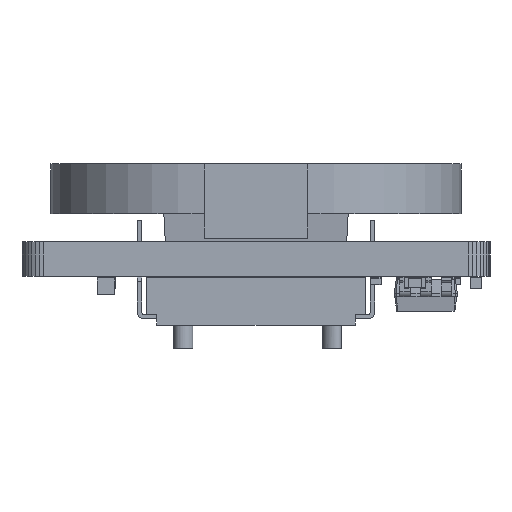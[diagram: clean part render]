
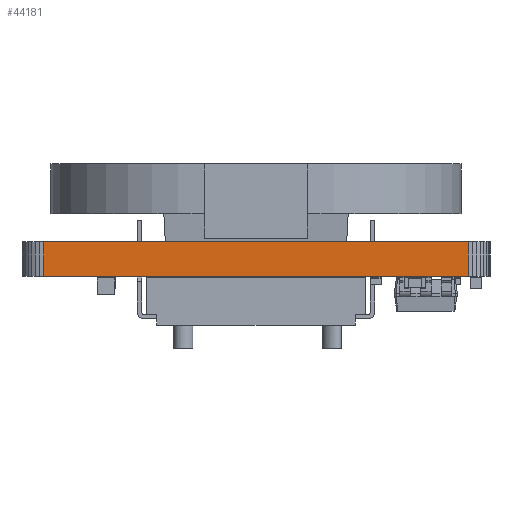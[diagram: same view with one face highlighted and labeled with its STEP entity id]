
A CAD part, front view. The second image highlights one B-rep face of the part: STEP entity #44181.
In plain terms, the highlighted planar face has unit normal (0, -1, 0).
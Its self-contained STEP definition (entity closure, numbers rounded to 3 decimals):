
#38324 = PLANE('',#38325);
#38325 = AXIS2_PLACEMENT_3D('',#38326,#38327,#38328);
#38326 = CARTESIAN_POINT('',(0.,0.,
    1.58));
#38327 = DIRECTION('',(-0.,-0.,-1.));
#38328 = DIRECTION('',(-1.,0.,0.));
#38378 = PLANE('',#38379);
#38379 = AXIS2_PLACEMENT_3D('',#38380,#38381,#38382);
#38380 = CARTESIAN_POINT('',(0.,0.,0.)
  );
#38381 = DIRECTION('',(-0.,-0.,-1.));
#38382 = DIRECTION('',(-1.,0.,0.));
#38935 = VERTEX_POINT('',#38936);
#38936 = CARTESIAN_POINT('',(9.75,-14.,0.));
#38950 = PLANE('',#38951);
#38951 = AXIS2_PLACEMENT_3D('',#38952,#38953,#38954);
#38952 = CARTESIAN_POINT('',(9.945,-13.981,0.));
#38953 = DIRECTION('',(0.098,-0.995,0.));
#38954 = DIRECTION('',(-0.995,-0.098,0.));
#38962 = EDGE_CURVE('',#38935,#38963,#38965,.T.);
#38963 = VERTEX_POINT('',#38964);
#38964 = CARTESIAN_POINT('',(-9.75,-14.,0.));
#38965 = SURFACE_CURVE('',#38966,(#38970,#38977),.PCURVE_S1.);
#38966 = LINE('',#38967,#38968);
#38967 = CARTESIAN_POINT('',(9.75,-14.,0.));
#38968 = VECTOR('',#38969,1.);
#38969 = DIRECTION('',(-1.,0.,0.));
#38970 = PCURVE('',#38378,#38971);
#38971 = DEFINITIONAL_REPRESENTATION('',(#38972),#38976);
#38972 = LINE('',#38973,#38974);
#38973 = CARTESIAN_POINT('',(-9.75,-14.));
#38974 = VECTOR('',#38975,1.);
#38975 = DIRECTION('',(1.,0.));
#38976 = ( GEOMETRIC_REPRESENTATION_CONTEXT(2) 
PARAMETRIC_REPRESENTATION_CONTEXT() REPRESENTATION_CONTEXT('2D SPACE',''
  ) );
#38977 = PCURVE('',#38978,#38983);
#38978 = PLANE('',#38979);
#38979 = AXIS2_PLACEMENT_3D('',#38980,#38981,#38982);
#38980 = CARTESIAN_POINT('',(9.75,-14.,0.));
#38981 = DIRECTION('',(0.,-1.,0.));
#38982 = DIRECTION('',(-1.,0.,0.));
#38983 = DEFINITIONAL_REPRESENTATION('',(#38984),#38988);
#38984 = LINE('',#38985,#38986);
#38985 = CARTESIAN_POINT('',(0.,0.));
#38986 = VECTOR('',#38987,1.);
#38987 = DIRECTION('',(1.,0.));
#38988 = ( GEOMETRIC_REPRESENTATION_CONTEXT(2) 
PARAMETRIC_REPRESENTATION_CONTEXT() REPRESENTATION_CONTEXT('2D SPACE',''
  ) );
#39006 = PLANE('',#39007);
#39007 = AXIS2_PLACEMENT_3D('',#39008,#39009,#39010);
#39008 = CARTESIAN_POINT('',(-9.75,-14.,0.));
#39009 = DIRECTION('',(-0.098,-0.995,0.));
#39010 = DIRECTION('',(-0.995,0.098,0.));
#41484 = VERTEX_POINT('',#41485);
#41485 = CARTESIAN_POINT('',(9.75,-14.,1.58));
#41506 = EDGE_CURVE('',#41484,#41507,#41509,.T.);
#41507 = VERTEX_POINT('',#41508);
#41508 = CARTESIAN_POINT('',(-9.75,-14.,1.58));
#41509 = SURFACE_CURVE('',#41510,(#41514,#41521),.PCURVE_S1.);
#41510 = LINE('',#41511,#41512);
#41511 = CARTESIAN_POINT('',(9.75,-14.,1.58));
#41512 = VECTOR('',#41513,1.);
#41513 = DIRECTION('',(-1.,0.,0.));
#41514 = PCURVE('',#38324,#41515);
#41515 = DEFINITIONAL_REPRESENTATION('',(#41516),#41520);
#41516 = LINE('',#41517,#41518);
#41517 = CARTESIAN_POINT('',(-9.75,-14.));
#41518 = VECTOR('',#41519,1.);
#41519 = DIRECTION('',(1.,0.));
#41520 = ( GEOMETRIC_REPRESENTATION_CONTEXT(2) 
PARAMETRIC_REPRESENTATION_CONTEXT() REPRESENTATION_CONTEXT('2D SPACE',''
  ) );
#41521 = PCURVE('',#38978,#41522);
#41522 = DEFINITIONAL_REPRESENTATION('',(#41523),#41527);
#41523 = LINE('',#41524,#41525);
#41524 = CARTESIAN_POINT('',(0.,-1.58));
#41525 = VECTOR('',#41526,1.);
#41526 = DIRECTION('',(1.,0.));
#41527 = ( GEOMETRIC_REPRESENTATION_CONTEXT(2) 
PARAMETRIC_REPRESENTATION_CONTEXT() REPRESENTATION_CONTEXT('2D SPACE',''
  ) );
#44133 = EDGE_CURVE('',#38935,#41484,#44134,.T.);
#44134 = SURFACE_CURVE('',#44135,(#44139,#44146),.PCURVE_S1.);
#44135 = LINE('',#44136,#44137);
#44136 = CARTESIAN_POINT('',(9.75,-14.,0.));
#44137 = VECTOR('',#44138,1.);
#44138 = DIRECTION('',(0.,0.,1.));
#44139 = PCURVE('',#38950,#44140);
#44140 = DEFINITIONAL_REPRESENTATION('',(#44141),#44145);
#44141 = LINE('',#44142,#44143);
#44142 = CARTESIAN_POINT('',(0.196,0.));
#44143 = VECTOR('',#44144,1.);
#44144 = DIRECTION('',(0.,-1.));
#44145 = ( GEOMETRIC_REPRESENTATION_CONTEXT(2) 
PARAMETRIC_REPRESENTATION_CONTEXT() REPRESENTATION_CONTEXT('2D SPACE',''
  ) );
#44146 = PCURVE('',#38978,#44147);
#44147 = DEFINITIONAL_REPRESENTATION('',(#44148),#44152);
#44148 = LINE('',#44149,#44150);
#44149 = CARTESIAN_POINT('',(0.,0.));
#44150 = VECTOR('',#44151,1.);
#44151 = DIRECTION('',(0.,-1.));
#44152 = ( GEOMETRIC_REPRESENTATION_CONTEXT(2) 
PARAMETRIC_REPRESENTATION_CONTEXT() REPRESENTATION_CONTEXT('2D SPACE',''
  ) );
#44181 = ADVANCED_FACE('',(#44182),#38978,.T.);
#44182 = FACE_BOUND('',#44183,.T.);
#44183 = EDGE_LOOP('',(#44184,#44185,#44186,#44207));
#44184 = ORIENTED_EDGE('',*,*,#44133,.T.);
#44185 = ORIENTED_EDGE('',*,*,#41506,.T.);
#44186 = ORIENTED_EDGE('',*,*,#44187,.F.);
#44187 = EDGE_CURVE('',#38963,#41507,#44188,.T.);
#44188 = SURFACE_CURVE('',#44189,(#44193,#44200),.PCURVE_S1.);
#44189 = LINE('',#44190,#44191);
#44190 = CARTESIAN_POINT('',(-9.75,-14.,0.));
#44191 = VECTOR('',#44192,1.);
#44192 = DIRECTION('',(0.,0.,1.));
#44193 = PCURVE('',#38978,#44194);
#44194 = DEFINITIONAL_REPRESENTATION('',(#44195),#44199);
#44195 = LINE('',#44196,#44197);
#44196 = CARTESIAN_POINT('',(19.5,0.));
#44197 = VECTOR('',#44198,1.);
#44198 = DIRECTION('',(0.,-1.));
#44199 = ( GEOMETRIC_REPRESENTATION_CONTEXT(2) 
PARAMETRIC_REPRESENTATION_CONTEXT() REPRESENTATION_CONTEXT('2D SPACE',''
  ) );
#44200 = PCURVE('',#39006,#44201);
#44201 = DEFINITIONAL_REPRESENTATION('',(#44202),#44206);
#44202 = LINE('',#44203,#44204);
#44203 = CARTESIAN_POINT('',(0.,0.));
#44204 = VECTOR('',#44205,1.);
#44205 = DIRECTION('',(0.,-1.));
#44206 = ( GEOMETRIC_REPRESENTATION_CONTEXT(2) 
PARAMETRIC_REPRESENTATION_CONTEXT() REPRESENTATION_CONTEXT('2D SPACE',''
  ) );
#44207 = ORIENTED_EDGE('',*,*,#38962,.F.);
